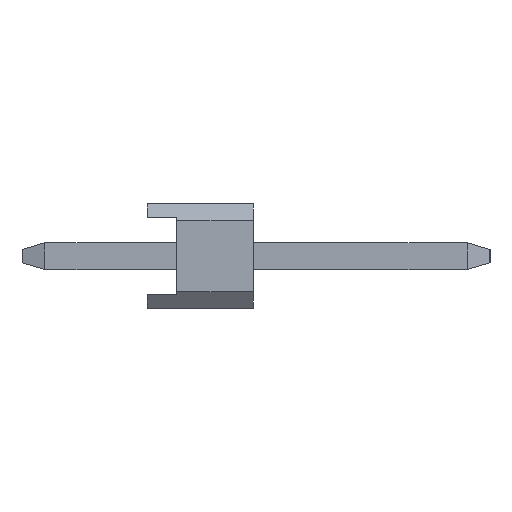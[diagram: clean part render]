
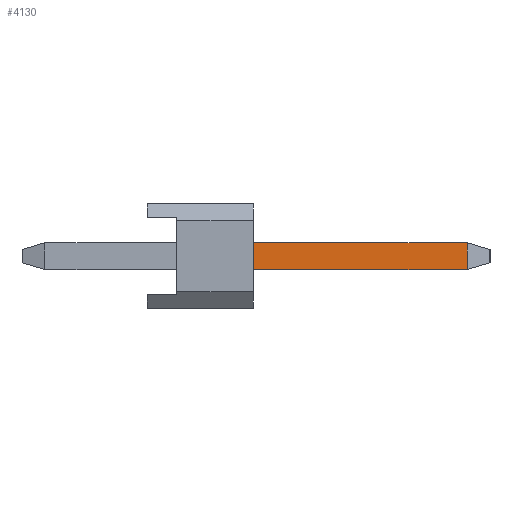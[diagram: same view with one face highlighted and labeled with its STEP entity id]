
A CAD part, left-side view. The second image highlights one B-rep face of the part: STEP entity #4130.
In plain terms, the highlighted planar face has unit normal (-1, 0, 0).
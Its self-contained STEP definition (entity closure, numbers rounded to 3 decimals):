
#1954=EDGE_CURVE('',#3994,#2236,#4773,.T.);
#2228=EDGE_CURVE('',#3642,#3994,#5073,.T.);
#2236=VERTEX_POINT('',#5081);
#3042=EDGE_CURVE('',#2236,#3264,#5965,.T.);
#3264=VERTEX_POINT('',#6202);
#3490=EDGE_CURVE('',#3264,#3642,#6461,.T.);
#3642=VERTEX_POINT('',#6632);
#3994=VERTEX_POINT('',#7030);
#4130=ADVANCED_FACE('',(#7183),#7184,.T.);
#4773=LINE('',#8091,#8092);
#5073=LINE('',#8513,#8514);
#5081=CARTESIAN_POINT('',(-10.48,-2.54,0.32));
#5965=LINE('',#9825,#9826);
#6202=CARTESIAN_POINT('',(-10.48,-7.654,0.32));
#6461=LINE('',#10527,#10528);
#6632=CARTESIAN_POINT('',(-10.48,-7.654,-0.32));
#7030=CARTESIAN_POINT('',(-10.48,-2.54,-0.32));
#7183=FACE_OUTER_BOUND('',#11578,.T.);
#7184=PLANE('',#11579);
#8091=CARTESIAN_POINT('',(-10.48,-2.54,0.252));
#8092=VECTOR('',#12169,1.0);
#8513=CARTESIAN_POINT('',(-10.48,2.454,-0.32));
#8514=VECTOR('',#12440,1.0);
#9825=CARTESIAN_POINT('',(-10.48,-2.6,0.32));
#9826=VECTOR('',#13296,1.0);
#10527=CARTESIAN_POINT('',(-10.48,-7.654,0.5));
#10528=VECTOR('',#13795,1.0);
#11578=EDGE_LOOP('',(#14691,#14692,#14693,#14694));
#11579=AXIS2_PLACEMENT_3D('',#14695,#14696,#14697);
#12169=DIRECTION('',(0.,0.,1.0));
#12440=DIRECTION('',(0.,1.0,0.));
#13296=DIRECTION('',(0.,-1.0,0.));
#13795=DIRECTION('',(0.0,0.,-1.0));
#14691=ORIENTED_EDGE('',*,*,#1954,.F.);
#14692=ORIENTED_EDGE('',*,*,#2228,.F.);
#14693=ORIENTED_EDGE('',*,*,#3490,.F.);
#14694=ORIENTED_EDGE('',*,*,#3042,.F.);
#14695=CARTESIAN_POINT('',(-10.48,2.454,0.5));
#14696=DIRECTION('',(-1.0,0.,0.));
#14697=DIRECTION('',(0.,1.0,0.));
